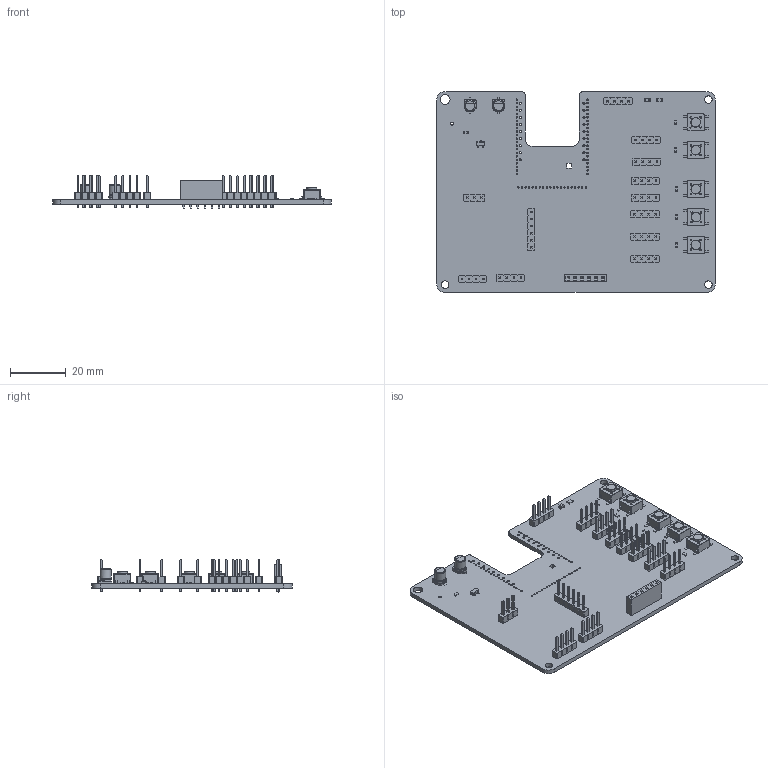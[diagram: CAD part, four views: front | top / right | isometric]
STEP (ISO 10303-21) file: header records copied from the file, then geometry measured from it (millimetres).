
FILE_DESCRIPTION(('KiCad electronic assembly'),'2;1');
FILE_NAME('main_board.step','2020-04-29T13:17:11',('An Author'),( 'A Company'),'Open CASCADE STEP processor 6.9', 'KiCad to STEP converter','Unknown');
FILE_SCHEMA(('AUTOMOTIVE_DESIGN { 1 0 10303 214 1 1 1 1 }'));
Length unit declared in the file: millimetre
Products named in the file (22): Open CASCADE STEP translator 6.9 1; PinHeader_1x03_P2.54mm_Vertical; SOLID; PinHeader_1x06_P2.54mm_Vertical; PinSocket_1x06_P2.54mm_Vertical; SW_SPST_PTS645; R_0603_1608Metric; R_0805_2012Metric; SOT-23; PinHeader_1x04_P2.54mm_Vertical; LED_0805_2012Metric; CP_Elec_4x5.3; COMPOUND
Assembly tree (40 placements, depth 3):
  Open CASCADE STEP translator 6.9 1
    PinHeader_1x03_P2.54mm_Vertical
      SOLID
    PinHeader_1x06_P2.54mm_Vertical
      SOLID
    PinSocket_1x06_P2.54mm_Vertical
      SOLID
    SW_SPST_PTS645  x5
      SOLID
    R_0603_1608Metric  x6
      SOLID
    R_0805_2012Metric
      SOLID
    SOT-23
      SOLID
    PinHeader_1x04_P2.54mm_Vertical  x10
      SOLID
    LED_0805_2012Metric
      SOLID
    CP_Elec_4x5.3  x2
      SOLID
    COMPOUND
Bounding box: 100 x 72 x 11.64 mm (x, y, z)
Volume: 12760.4 mm3; surface area: 18823.4 mm2
Topology: 30 solids, 30 shells, 2459 faces, 6124 edges, 3889 vertices
Faces by surface type: plane 2002, cylinder 391, bspline 31, revolution 22, torus 8, cone 5
Full cylindrical faces by diameter (mm): 0.5 x64, 0.6 x20, 0.762 x18, 1 x56, 2.7 x3, 3.5 x6, 4 x4
Entity records: 70540 total; most frequent: CARTESIAN_POINT 11353, DIRECTION 9988, LINE 6675, VECTOR 6675, ORIENTED_EDGE 5118, PCURVE 5118, DEFINITIONAL_REPRESENTATION 5118, EDGE_CURVE 2559
